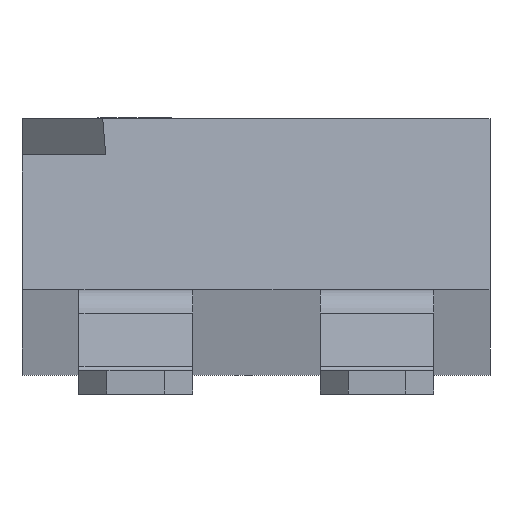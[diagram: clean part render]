
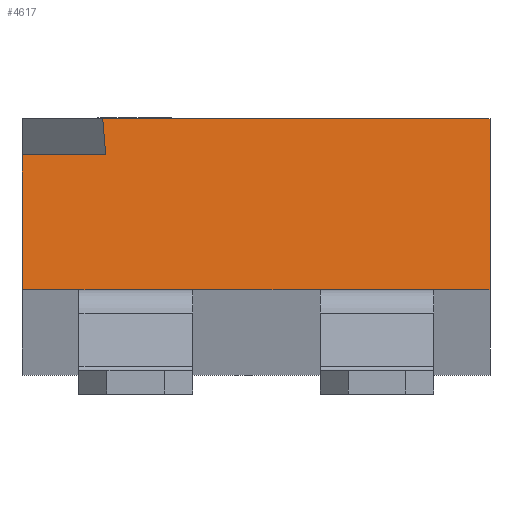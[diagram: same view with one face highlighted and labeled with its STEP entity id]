
A CAD part, front view. The second image highlights one B-rep face of the part: STEP entity #4617.
In plain terms, the highlighted planar face has unit normal (0, -0.997, 0.083).
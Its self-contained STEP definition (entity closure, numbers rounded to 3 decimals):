
#36 = VERTEX_POINT ( 'NONE', #1061 ) ;
#63 = ORIENTED_EDGE ( 'NONE', *, *, #1259, .F. ) ;
#89 = ORIENTED_EDGE ( 'NONE', *, *, #3720, .T. ) ;
#149 = ORIENTED_EDGE ( 'NONE', *, *, #5190, .T. ) ;
#296 = VECTOR ( 'NONE', #3766, 1000. ) ;
#382 = DIRECTION ( 'NONE',  ( -1., 0., 0. ) ) ;
#387 = LINE ( 'NONE', #1809, #1048 ) ;
#478 = LINE ( 'NONE', #4004, #823 ) ;
#609 = EDGE_CURVE ( 'NONE', #1438, #4786, #2024, .T. ) ;
#644 = LINE ( 'NONE', #4541, #3669 ) ;
#796 = EDGE_LOOP ( 'NONE', ( #89, #3544, #63, #3340, #2756, #3202, #4553, #1282, #1877, #149 ) ) ;
#823 = VECTOR ( 'NONE', #3534, 1000. ) ;
#975 = CARTESIAN_POINT ( 'NONE',  ( -2.465, -3.1, -1.8 ) ) ;
#1000 = CARTESIAN_POINT ( 'NONE',  ( -2.465, -2.982, -0.38 ) ) ;
#1048 = VECTOR ( 'NONE', #4321, 1000. ) ;
#1061 = CARTESIAN_POINT ( 'NONE',  ( -1.583, -2.982, -0.38 ) ) ;
#1146 = CARTESIAN_POINT ( 'NONE',  ( 2.465, -3.1, -1.8 ) ) ;
#1225 = LINE ( 'NONE', #5473, #2862 ) ;
#1259 = EDGE_CURVE ( 'NONE', #4329, #2205, #478, .T. ) ;
#1282 = ORIENTED_EDGE ( 'NONE', *, *, #4420, .T. ) ;
#1288 = CARTESIAN_POINT ( 'NONE',  ( 0.675, -3.1, -1.8 ) ) ;
#1438 = VERTEX_POINT ( 'NONE', #3784 ) ;
#1457 = CARTESIAN_POINT ( 'NONE',  ( 2.465, -2.95, 0. ) ) ;
#1632 = CARTESIAN_POINT ( 'NONE',  ( -2.465, -2.982, -0.38 ) ) ;
#1791 = VERTEX_POINT ( 'NONE', #1632 ) ;
#1809 = CARTESIAN_POINT ( 'NONE',  ( -1.865, -3.1, -1.8 ) ) ;
#1877 = ORIENTED_EDGE ( 'NONE', *, *, #609, .T. ) ;
#2024 = LINE ( 'NONE', #4556, #296 ) ;
#2205 = VERTEX_POINT ( 'NONE', #1457 ) ;
#2269 = VECTOR ( 'NONE', #5155, 1000. ) ;
#2304 = LINE ( 'NONE', #1000, #3582 ) ;
#2523 = DIRECTION ( 'NONE',  ( 1., 0., 0. ) ) ;
#2561 = DIRECTION ( 'NONE',  ( 1., 0., 0. ) ) ;
#2593 = VECTOR ( 'NONE', #2561, 1000. ) ;
#2756 = ORIENTED_EDGE ( 'NONE', *, *, #4681, .F. ) ;
#2858 = VERTEX_POINT ( 'NONE', #1146 ) ;
#2862 = VECTOR ( 'NONE', #3827, 1000. ) ;
#3158 = DIRECTION ( 'NONE',  ( 0., -0.083, -0.997 ) ) ;
#3202 = ORIENTED_EDGE ( 'NONE', *, *, #4955, .T. ) ;
#3221 = PLANE ( 'NONE',  #4391 ) ;
#3228 = VECTOR ( 'NONE', #2523, 1000. ) ;
#3299 = LINE ( 'NONE', #3414, #2593 ) ;
#3340 = ORIENTED_EDGE ( 'NONE', *, *, #4021, .T. ) ;
#3414 = CARTESIAN_POINT ( 'NONE',  ( -2.465, -3.1, -1.8 ) ) ;
#3439 = LINE ( 'NONE', #3849, #2269 ) ;
#3485 = CARTESIAN_POINT ( 'NONE',  ( 0.675, -3.1, -1.8 ) ) ;
#3534 = DIRECTION ( 'NONE',  ( 1., 0., 0. ) ) ;
#3544 = ORIENTED_EDGE ( 'NONE', *, *, #4199, .F. ) ;
#3561 = DIRECTION ( 'NONE',  ( 0.083, -0.083, -0.993 ) ) ;
#3582 = VECTOR ( 'NONE', #3158, 1000. ) ;
#3587 = CARTESIAN_POINT ( 'NONE',  ( -1.615, -2.95, 0. ) ) ;
#3613 = DIRECTION ( 'NONE',  ( 0., -0.083, -0.997 ) ) ;
#3669 = VECTOR ( 'NONE', #3613, 1000. ) ;
#3720 = EDGE_CURVE ( 'NONE', #4888, #2858, #3439, .T. ) ;
#3766 = DIRECTION ( 'NONE',  ( 1., 0., 0. ) ) ;
#3784 = CARTESIAN_POINT ( 'NONE',  ( -0.665, -3.1, -1.8 ) ) ;
#3827 = DIRECTION ( 'NONE',  ( 1., 0., 0. ) ) ;
#3849 = CARTESIAN_POINT ( 'NONE',  ( 1.875, -3.1, -1.8 ) ) ;
#3899 = CARTESIAN_POINT ( 'NONE',  ( -1.865, -3.1, -1.8 ) ) ;
#4004 = CARTESIAN_POINT ( 'NONE',  ( -1.615, -2.95, 0. ) ) ;
#4021 = EDGE_CURVE ( 'NONE', #4329, #36, #5315, .T. ) ;
#4123 = VERTEX_POINT ( 'NONE', #3899 ) ;
#4166 = CARTESIAN_POINT ( 'NONE',  ( -1.615, -2.95, 0. ) ) ;
#4199 = EDGE_CURVE ( 'NONE', #2205, #2858, #644, .T. ) ;
#4321 = DIRECTION ( 'NONE',  ( 1., 0., 0. ) ) ;
#4329 = VERTEX_POINT ( 'NONE', #4166 ) ;
#4391 = AXIS2_PLACEMENT_3D ( 'NONE', #5023, #5130, #382 ) ;
#4420 = EDGE_CURVE ( 'NONE', #4123, #1438, #387, .T. ) ;
#4541 = CARTESIAN_POINT ( 'NONE',  ( 2.465, -2.95, 0. ) ) ;
#4553 = ORIENTED_EDGE ( 'NONE', *, *, #4689, .T. ) ;
#4556 = CARTESIAN_POINT ( 'NONE',  ( -0.665, -3.1, -1.8 ) ) ;
#4617 = ADVANCED_FACE ( 'NONE', ( #5306 ), #3221, .T. ) ;
#4681 = EDGE_CURVE ( 'NONE', #1791, #36, #1225, .T. ) ;
#4689 = EDGE_CURVE ( 'NONE', #4866, #4123, #3299, .T. ) ;
#4729 = LINE ( 'NONE', #3485, #3228 ) ;
#4743 = CARTESIAN_POINT ( 'NONE',  ( 1.875, -3.1, -1.8 ) ) ;
#4786 = VERTEX_POINT ( 'NONE', #1288 ) ;
#4866 = VERTEX_POINT ( 'NONE', #975 ) ;
#4888 = VERTEX_POINT ( 'NONE', #4743 ) ;
#4955 = EDGE_CURVE ( 'NONE', #1791, #4866, #2304, .T. ) ;
#5023 = CARTESIAN_POINT ( 'NONE',  ( -2.465, -2.95, 0. ) ) ;
#5130 = DIRECTION ( 'NONE',  ( 0., -0.997, 0.083 ) ) ;
#5155 = DIRECTION ( 'NONE',  ( 1., 0., 0. ) ) ;
#5190 = EDGE_CURVE ( 'NONE', #4786, #4888, #4729, .T. ) ;
#5306 = FACE_OUTER_BOUND ( 'NONE', #796, .T. ) ;
#5315 = LINE ( 'NONE', #3587, #5392 ) ;
#5392 = VECTOR ( 'NONE', #3561, 1000. ) ;
#5473 = CARTESIAN_POINT ( 'NONE',  ( -2.465, -2.982, -0.38 ) ) ;
